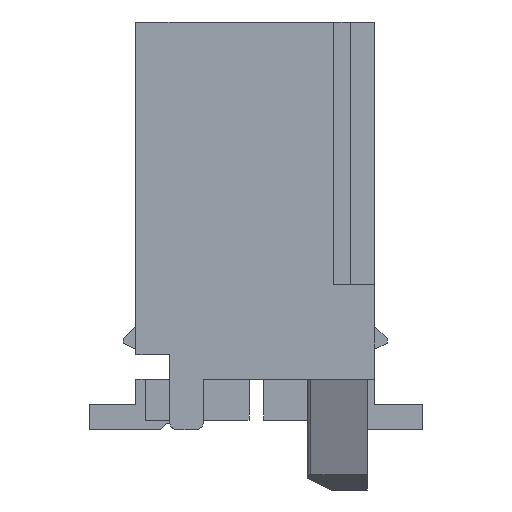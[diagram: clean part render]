
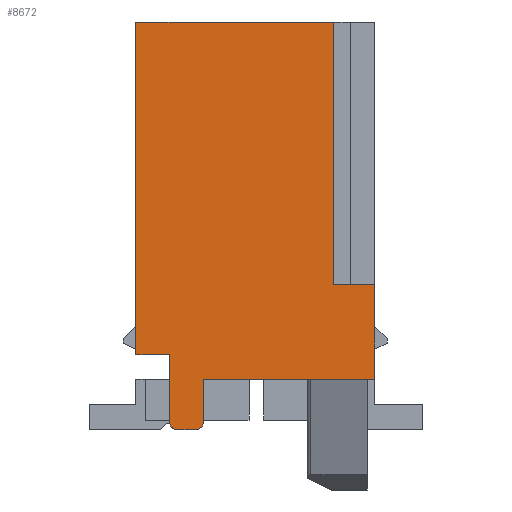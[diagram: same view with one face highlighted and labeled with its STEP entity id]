
A CAD part, left-side view. The second image highlights one B-rep face of the part: STEP entity #8672.
In plain terms, the highlighted planar face has unit normal (-1, 0, 0).
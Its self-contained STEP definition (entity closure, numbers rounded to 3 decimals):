
#1=CARTESIAN_POINT('',(-10.51,1.65,-0.9));
#2=DIRECTION('',(-1.,0.,0.));
#3=DIRECTION('',(0.,1.,0.));
#4=AXIS2_PLACEMENT_3D('',#1,#2,#3);
#6=DIRECTION('',(0.,0.,1.));
#7=VECTOR('',#6,1.4);
#8=CARTESIAN_POINT('',(-10.51,1.8,-0.9));
#9=LINE('',#8,#7);
#10=DIRECTION('',(0.,1.,0.));
#11=VECTOR('',#10,0.7);
#12=CARTESIAN_POINT('',(-10.51,1.8,0.5));
#13=LINE('',#12,#11);
#14=DIRECTION('',(0.,0.,1.));
#15=VECTOR('',#14,6.9);
#16=CARTESIAN_POINT('',(-10.51,2.5,0.5));
#17=LINE('',#16,#15);
#18=DIRECTION('',(0.,-1.,0.));
#19=VECTOR('',#18,0.85);
#20=CARTESIAN_POINT('',(-10.51,-1.6,1.95));
#21=LINE('',#20,#19);
#22=DIRECTION('',(0.,0.,-1.));
#23=VECTOR('',#22,1.95);
#24=CARTESIAN_POINT('',(-10.51,-2.45,1.95));
#25=LINE('',#24,#23);
#26=DIRECTION('',(0.,1.,0.));
#27=VECTOR('',#26,3.55);
#28=CARTESIAN_POINT('',(-10.51,-2.45,0.));
#29=LINE('',#28,#27);
#30=DIRECTION('',(0.,0.,-1.));
#31=VECTOR('',#30,0.9);
#32=CARTESIAN_POINT('',(-10.51,1.1,0.));
#33=LINE('',#32,#31);
#34=CARTESIAN_POINT('',(-10.51,1.25,-0.9));
#35=DIRECTION('',(-1.,0.,0.));
#36=DIRECTION('',(0.,0.,-1.));
#37=AXIS2_PLACEMENT_3D('',#34,#35,#36);
#43=DIRECTION('',(0.,1.,0.));
#44=VECTOR('',#43,0.4);
#45=CARTESIAN_POINT('',(-10.51,1.25,-1.05));
#46=LINE('',#45,#44);
#1396=DIRECTION('',(0.,-1.,0.));
#1397=VECTOR('',#1396,4.1);
#1398=CARTESIAN_POINT('',(-10.51,2.5,7.4));
#1399=LINE('',#1398,#1397);
#6560=DIRECTION('',(0.,0.,1.));
#6561=VECTOR('',#6560,5.45);
#6562=CARTESIAN_POINT('',(-10.51,-1.6,1.95));
#6563=LINE('',#6562,#6561);
#6589=CARTESIAN_POINT('',(-10.51,-2.45,1.95));
#6590=CARTESIAN_POINT('',(-10.51,-2.45,0.));
#6591=VERTEX_POINT('',#6589);
#6592=VERTEX_POINT('',#6590);
#6602=CARTESIAN_POINT('',(-10.51,2.5,7.4));
#6604=VERTEX_POINT('',#6602);
#6605=CARTESIAN_POINT('',(-10.51,-1.6,7.4));
#6606=VERTEX_POINT('',#6605);
#6621=CARTESIAN_POINT('',(-10.51,-1.6,1.95));
#6622=VERTEX_POINT('',#6621);
#6995=CARTESIAN_POINT('',(-10.51,1.1,0.));
#6996=VERTEX_POINT('',#6995);
#7117=CARTESIAN_POINT('',(-10.51,2.5,0.5));
#7118=VERTEX_POINT('',#7117);
#7331=CARTESIAN_POINT('',(-10.51,1.8,0.5));
#7332=VERTEX_POINT('',#7331);
#8319=CARTESIAN_POINT('',(-10.51,1.8,-0.9));
#8320=CARTESIAN_POINT('',(-10.51,1.65,-1.05));
#8321=VERTEX_POINT('',#8319);
#8322=VERTEX_POINT('',#8320);
#8327=CARTESIAN_POINT('',(-10.51,1.25,-1.05));
#8328=CARTESIAN_POINT('',(-10.51,1.1,-0.9));
#8329=VERTEX_POINT('',#8327);
#8330=VERTEX_POINT('',#8328);
#8641=CARTESIAN_POINT('',(-10.51,0.,0.));
#8642=DIRECTION('',(1.,0.,0.));
#8643=DIRECTION('',(0.,1.,0.));
#8644=AXIS2_PLACEMENT_3D('',#8641,#8642,#8643);
#8645=PLANE('',#8644);
#8647=ORIENTED_EDGE('',*,*,#8646,.F.);
#8649=ORIENTED_EDGE('',*,*,#8648,.T.);
#8651=ORIENTED_EDGE('',*,*,#8650,.T.);
#8653=ORIENTED_EDGE('',*,*,#8652,.T.);
#8655=ORIENTED_EDGE('',*,*,#8654,.T.);
#8657=ORIENTED_EDGE('',*,*,#8656,.F.);
#8659=ORIENTED_EDGE('',*,*,#8658,.T.);
#8661=ORIENTED_EDGE('',*,*,#8660,.T.);
#8663=ORIENTED_EDGE('',*,*,#8662,.T.);
#8665=ORIENTED_EDGE('',*,*,#8664,.T.);
#8667=ORIENTED_EDGE('',*,*,#8666,.F.);
#8669=ORIENTED_EDGE('',*,*,#8668,.T.);
#8670=EDGE_LOOP('',(#8647,#8649,#8651,#8653,#8655,#8657,#8659,#8661,#8663,#8665,
#8667,#8669));
#8671=FACE_OUTER_BOUND('',#8670,.F.);
#8672=ADVANCED_FACE('',(#8671),#8645,.F.);
#5=CIRCLE('',#4,0.15);
#38=CIRCLE('',#37,0.15);
#8646=EDGE_CURVE('',#8321,#8322,#5,.T.);
#8648=EDGE_CURVE('',#8321,#7332,#9,.T.);
#8650=EDGE_CURVE('',#7332,#7118,#13,.T.);
#8652=EDGE_CURVE('',#7118,#6604,#17,.T.);
#8654=EDGE_CURVE('',#6604,#6606,#1399,.T.);
#8656=EDGE_CURVE('',#6622,#6606,#6563,.T.);
#8658=EDGE_CURVE('',#6622,#6591,#21,.T.);
#8660=EDGE_CURVE('',#6591,#6592,#25,.T.);
#8662=EDGE_CURVE('',#6592,#6996,#29,.T.);
#8664=EDGE_CURVE('',#6996,#8330,#33,.T.);
#8666=EDGE_CURVE('',#8329,#8330,#38,.T.);
#8668=EDGE_CURVE('',#8329,#8322,#46,.T.);
